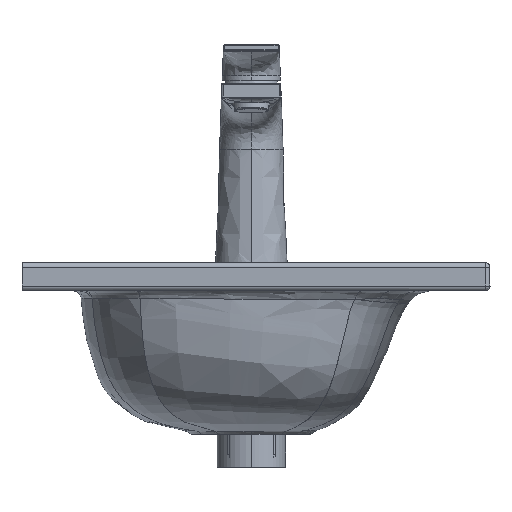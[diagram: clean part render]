
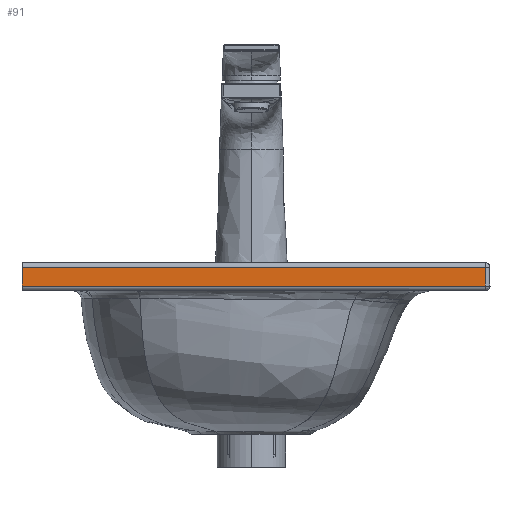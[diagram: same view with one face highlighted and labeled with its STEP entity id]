
A CAD part, left-side view. The second image highlights one B-rep face of the part: STEP entity #91.
In plain terms, the highlighted free-form (B-spline) face has degree [1, 1] with [2, 2] control points.
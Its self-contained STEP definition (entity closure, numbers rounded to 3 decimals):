
#91=ADVANCED_FACE('',(#420),#4836,.T.);
#420=FACE_OUTER_BOUND('',#753,.T.);
#753=EDGE_LOOP('',(#1231,#1232,#1233,#1234));
#1231=ORIENTED_EDGE('',*,*,#2709,.F.);
#1232=ORIENTED_EDGE('',*,*,#2702,.F.);
#1233=ORIENTED_EDGE('',*,*,#2750,.T.);
#1234=ORIENTED_EDGE('',*,*,#2751,.T.);
#2702=EDGE_CURVE('',#4370,#4371,#3532,.T.);
#2709=EDGE_CURVE('',#4371,#4376,#3534,.T.);
#2750=EDGE_CURVE('',#4370,#4417,#3564,.T.);
#2751=EDGE_CURVE('',#4417,#4376,#3565,.T.);
#3532=B_SPLINE_CURVE_WITH_KNOTS('',1,(#33627,#33628),.UNSPECIFIED.,.F.,
 .F.,(2,2),(0.,297.),.UNSPECIFIED.);
#3534=B_SPLINE_CURVE_WITH_KNOTS('',1,(#33646,#33647),.UNSPECIFIED.,.F.,
 .F.,(2,2),(0.,11.999),.UNSPECIFIED.);
#3564=B_SPLINE_CURVE_WITH_KNOTS('',1,(#34439,#34440),.UNSPECIFIED.,.F.,
 .F.,(2,2),(0.,12.),.UNSPECIFIED.);
#3565=B_SPLINE_CURVE_WITH_KNOTS('',1,(#34441,#34442),.UNSPECIFIED.,.F.,
 .F.,(2,2),(0.,297.),.UNSPECIFIED.);
#4370=VERTEX_POINT('',#31998);
#4371=VERTEX_POINT('',#31999);
#4376=VERTEX_POINT('',#32004);
#4417=VERTEX_POINT('',#32045);
#4836=B_SPLINE_SURFACE_WITH_KNOTS('',1,1,((#21933,#21934),(#21935,#21936)),
 .UNSPECIFIED.,.F.,.F.,.F.,(2,2),(2,2),(-16.201,-1.799),
(-6.89,349.512),.UNSPECIFIED.);
#21933=CARTESIAN_POINT('',(-205.151,-176.932,38.655));
#21934=CARTESIAN_POINT('',(-205.151,179.47,38.655));
#21935=CARTESIAN_POINT('',(-205.151,-176.932,53.057));
#21936=CARTESIAN_POINT('',(-205.151,179.47,53.057));
#31998=CARTESIAN_POINT('',(-205.151,-147.231,39.856));
#31999=CARTESIAN_POINT('',(-205.151,149.769,39.856));
#32004=CARTESIAN_POINT('',(-205.151,149.769,51.855));
#32045=CARTESIAN_POINT('',(-205.151,-147.231,51.856));
#33627=CARTESIAN_POINT('',(-205.151,-147.231,39.856));
#33628=CARTESIAN_POINT('',(-205.151,149.769,39.856));
#33646=CARTESIAN_POINT('',(-205.151,149.769,39.856));
#33647=CARTESIAN_POINT('',(-205.151,149.769,51.855));
#34439=CARTESIAN_POINT('',(-205.151,-147.231,39.856));
#34440=CARTESIAN_POINT('',(-205.151,-147.231,51.856));
#34441=CARTESIAN_POINT('',(-205.151,-147.231,51.856));
#34442=CARTESIAN_POINT('',(-205.151,149.769,51.855));
